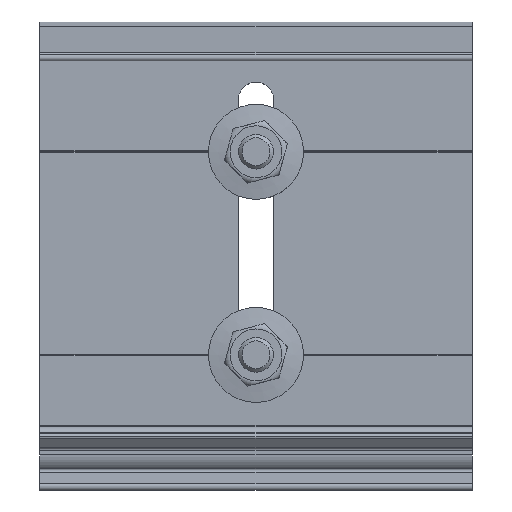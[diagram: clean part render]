
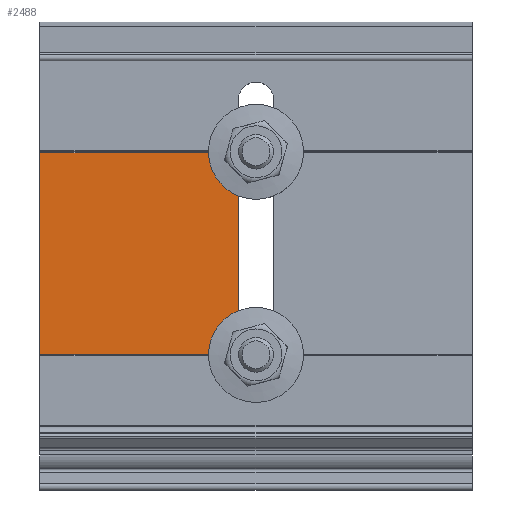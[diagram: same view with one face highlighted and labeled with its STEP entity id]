
A CAD part, top view. The second image highlights one B-rep face of the part: STEP entity #2488.
In plain terms, the highlighted planar face has unit normal (0, 0, 1).
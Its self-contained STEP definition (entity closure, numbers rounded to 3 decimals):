
#123=PLANE('',#2788);
#212=FACE_OUTER_BOUND('',#342,.T.);
#342=EDGE_LOOP('',(#1850,#1851,#1852,#1853));
#468=LINE('',#3814,#688);
#535=LINE('',#4016,#755);
#541=LINE('',#4028,#761);
#560=LINE('',#4067,#780);
#688=VECTOR('',#3054,10.);
#755=VECTOR('',#3249,10.);
#761=VECTOR('',#3259,10.);
#780=VECTOR('',#3292,10.);
#1042=VERTEX_POINT('',#3811);
#1043=VERTEX_POINT('',#3813);
#1114=VERTEX_POINT('',#4014);
#1118=VERTEX_POINT('',#4025);
#1284=EDGE_CURVE('',#1043,#1042,#468,.T.);
#1386=EDGE_CURVE('',#1042,#1114,#535,.T.);
#1392=EDGE_CURVE('',#1118,#1043,#541,.T.);
#1412=EDGE_CURVE('',#1114,#1118,#560,.T.);
#1850=ORIENTED_EDGE('',*,*,#1386,.T.);
#1851=ORIENTED_EDGE('',*,*,#1412,.T.);
#1852=ORIENTED_EDGE('',*,*,#1392,.T.);
#1853=ORIENTED_EDGE('',*,*,#1284,.T.);
#2488=ADVANCED_FACE('',(#212),#123,.T.);
#2788=AXIS2_PLACEMENT_3D('',#4066,#3290,#3291);
#3054=DIRECTION('',(0.,-1.,0.));
#3249=DIRECTION('',(1.,0.,0.));
#3259=DIRECTION('',(-1.,0.,0.));
#3290=DIRECTION('center_axis',(0.,0.,1.));
#3291=DIRECTION('ref_axis',(1.,0.,0.));
#3292=DIRECTION('',(0.,1.,0.));
#3811=CARTESIAN_POINT('',(-50.,-76.8,6.));
#3813=CARTESIAN_POINT('',(-50.,-30.2,6.));
#3814=CARTESIAN_POINT('',(-50.,-7.7,6.));
#4014=CARTESIAN_POINT('',(-4.1,-76.8,6.));
#4016=CARTESIAN_POINT('',(0.,-76.8,6.));
#4025=CARTESIAN_POINT('',(-4.1,-30.2,6.));
#4028=CARTESIAN_POINT('',(0.,-30.2,6.));
#4066=CARTESIAN_POINT('Origin',(0.,-93.5,6.));
#4067=CARTESIAN_POINT('',(-4.1,-88.25,6.));
